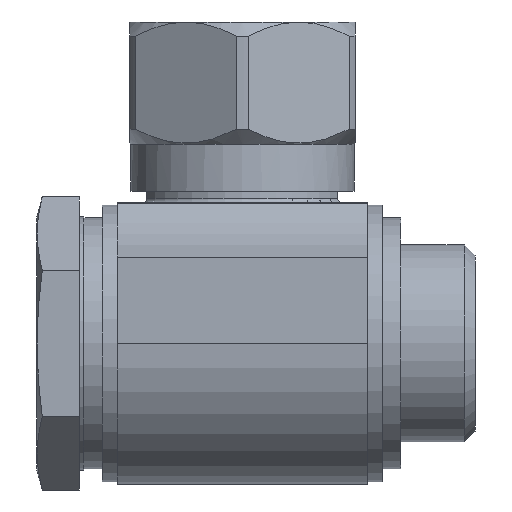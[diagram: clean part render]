
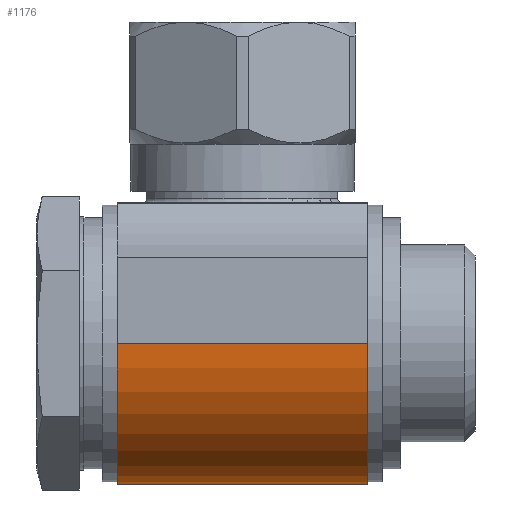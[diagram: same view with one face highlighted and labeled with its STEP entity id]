
A CAD part, left-side view. The second image highlights one B-rep face of the part: STEP entity #1176.
In plain terms, the highlighted cylindrical face has radius 15 mm (diameter 30 mm), a partial arc.
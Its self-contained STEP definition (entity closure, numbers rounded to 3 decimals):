
#42=LINE('',#2004,#96);
#44=LINE('',#2010,#98);
#96=VECTOR('',#1546,1000.);
#98=VECTOR('',#1552,1000.);
#145=CYLINDRICAL_SURFACE('',#1309,15.);
#296=ORIENTED_EDGE('',*,*,#607,.T.);
#297=ORIENTED_EDGE('',*,*,#608,.F.);
#298=ORIENTED_EDGE('',*,*,#609,.F.);
#299=ORIENTED_EDGE('',*,*,#605,.T.);
#605=EDGE_CURVE('',#757,#756,#42,.T.);
#607=EDGE_CURVE('',#756,#758,#846,.T.);
#608=EDGE_CURVE('',#759,#758,#44,.T.);
#609=EDGE_CURVE('',#757,#759,#847,.T.);
#756=VERTEX_POINT('',#2003);
#757=VERTEX_POINT('',#2005);
#758=VERTEX_POINT('',#2009);
#759=VERTEX_POINT('',#2011);
#846=CIRCLE('',#1310,15.);
#847=CIRCLE('',#1311,15.);
#918=EDGE_LOOP('',(#296,#297,#298,#299));
#1034=FACE_BOUND('',#918,.T.);
#1176=ADVANCED_FACE('',(#1034),#145,.T.);
#1309=AXIS2_PLACEMENT_3D('',#2007,#1548,#1549);
#1310=AXIS2_PLACEMENT_3D('',#2008,#1550,#1551);
#1311=AXIS2_PLACEMENT_3D('',#2012,#1553,#1554);
#1546=DIRECTION('',(0.,1.,0.));
#1548=DIRECTION('',(0.,1.,0.));
#1549=DIRECTION('',(0.,0.,1.));
#1550=DIRECTION('',(0.,-1.,0.));
#1551=DIRECTION('',(1.,0.,0.));
#1552=DIRECTION('',(0.,1.,0.));
#1553=DIRECTION('',(0.,-1.,0.));
#1554=DIRECTION('',(1.,0.,0.));
#2003=CARTESIAN_POINT('',(-15.,13.3,0.));
#2004=CARTESIAN_POINT('',(-15.,-13.3,0.));
#2005=CARTESIAN_POINT('',(-15.,-13.3,0.));
#2007=CARTESIAN_POINT('',(0.,-13.3,0.));
#2008=CARTESIAN_POINT('',(0.,13.3,0.));
#2009=CARTESIAN_POINT('',(15.,13.3,0.));
#2010=CARTESIAN_POINT('',(15.,-13.3,0.));
#2011=CARTESIAN_POINT('',(15.,-13.3,0.));
#2012=CARTESIAN_POINT('',(0.,-13.3,0.));
